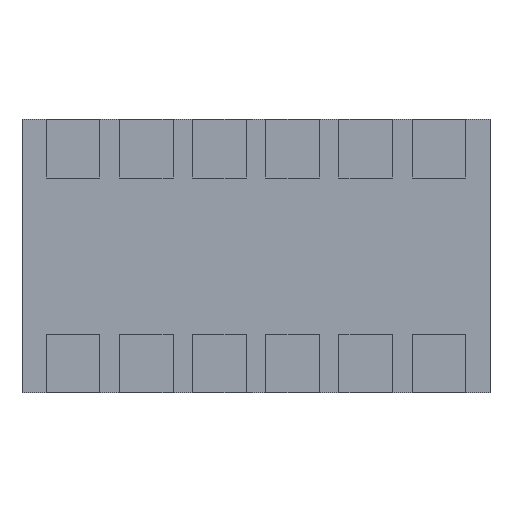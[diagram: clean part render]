
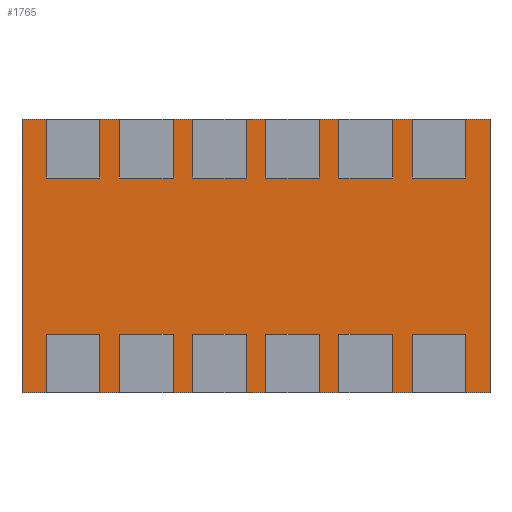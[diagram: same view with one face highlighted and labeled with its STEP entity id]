
A CAD part, front view. The second image highlights one B-rep face of the part: STEP entity #1765.
In plain terms, the highlighted face is planar.
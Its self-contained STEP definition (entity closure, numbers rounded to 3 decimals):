
#210=FACE_OUTER_BOUND('',#331,.T.);
#331=EDGE_LOOP('',(#1537,#1538,#1539,#1540));
#528=LINE('',#2877,#731);
#531=LINE('',#2883,#734);
#534=LINE('',#2889,#737);
#537=LINE('',#2893,#740);
#731=VECTOR('',#2382,10.);
#734=VECTOR('',#2387,10.);
#737=VECTOR('',#2392,10.);
#740=VECTOR('',#2397,10.);
#880=VERTEX_POINT('',#2874);
#881=VERTEX_POINT('',#2876);
#883=VERTEX_POINT('',#2882);
#885=VERTEX_POINT('',#2888);
#1096=EDGE_CURVE('',#881,#880,#528,.T.);
#1099=EDGE_CURVE('',#883,#881,#531,.T.);
#1102=EDGE_CURVE('',#885,#883,#534,.T.);
#1105=EDGE_CURVE('',#880,#885,#537,.T.);
#1537=ORIENTED_EDGE('',*,*,#1105,.T.);
#1538=ORIENTED_EDGE('',*,*,#1102,.T.);
#1539=ORIENTED_EDGE('',*,*,#1099,.T.);
#1540=ORIENTED_EDGE('',*,*,#1096,.T.);
#1651=PLANE('',#1928);
#1765=ADVANCED_FACE('',(#210),#1651,.T.);
#1928=AXIS2_PLACEMENT_3D('',#2894,#2398,#2399);
#2382=DIRECTION('',(1.,0.,0.));
#2387=DIRECTION('',(0.,0.,1.));
#2392=DIRECTION('',(-1.,0.,0.));
#2397=DIRECTION('',(0.,0.,-1.));
#2398=DIRECTION('center_axis',(0.,1.,0.));
#2399=DIRECTION('ref_axis',(0.,0.,1.));
#2874=CARTESIAN_POINT('',(2.4,1.,1.4));
#2876=CARTESIAN_POINT('',(-2.4,1.,1.4));
#2877=CARTESIAN_POINT('',(-2.4,1.,1.4));
#2882=CARTESIAN_POINT('',(-2.4,1.,-1.4));
#2883=CARTESIAN_POINT('',(-2.4,1.,-1.4));
#2888=CARTESIAN_POINT('',(2.4,1.,-1.4));
#2889=CARTESIAN_POINT('',(2.4,1.,-1.4));
#2893=CARTESIAN_POINT('',(2.4,1.,1.4));
#2894=CARTESIAN_POINT('Origin',(0.,1.,0.));
